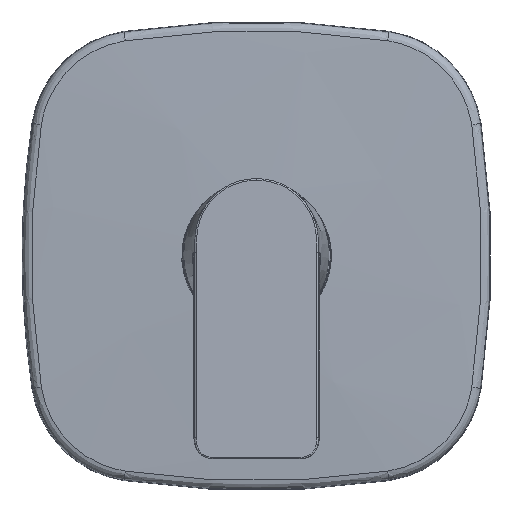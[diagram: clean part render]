
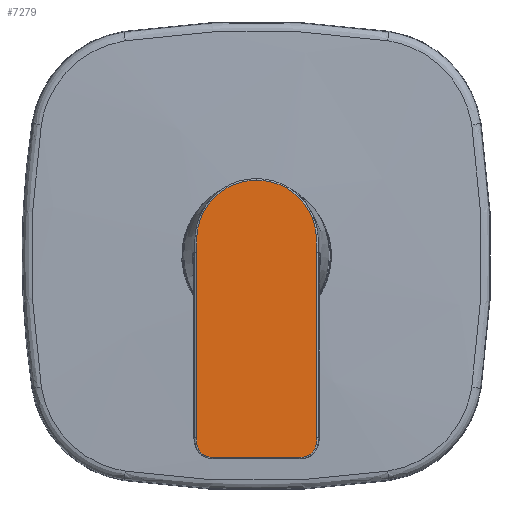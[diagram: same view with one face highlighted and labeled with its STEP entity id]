
A CAD part, top view. The second image highlights one B-rep face of the part: STEP entity #7279.
In plain terms, the highlighted planar face has unit normal (0, 0.018, 1).
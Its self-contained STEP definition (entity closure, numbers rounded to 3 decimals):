
#6 = ORIENTED_EDGE ( 'NONE', *, *, #7738, .F. ) ;
#48 = CARTESIAN_POINT ( 'NONE',  ( 19.712, -29.466, 90.369 ) ) ;
#75 = CARTESIAN_POINT ( 'NONE',  ( -19.437, 8.22, 89.712 ) ) ;
#189 = DIRECTION ( 'NONE',  ( 0., -1., 0.017 ) ) ;
#246 = CARTESIAN_POINT ( 'NONE',  ( 19.705, 4.581, 89.775 ) ) ;
#271 = CARTESIAN_POINT ( 'NONE',  ( 19.707, 2.391, 89.813 ) ) ;
#404 = VERTEX_POINT ( 'NONE', #3711 ) ;
#507 = VERTEX_POINT ( 'NONE', #6252 ) ;
#514 = EDGE_CURVE ( 'NONE', #7177, #3057, #4008, .T. ) ;
#515 = B_SPLINE_CURVE_WITH_KNOTS ( 'NONE', 3,
 ( #4417, #646, #1169, #5581, #6218, #2426, #567, #4983, #1197, #7503 ),
 .UNSPECIFIED., .F., .F.,
 ( 4, 2, 2, 2, 4 ),
 ( 0., 0.25, 0.5, 0.75, 1. ),
 .UNSPECIFIED. ) ;
#539 = CARTESIAN_POINT ( 'NONE',  ( 30.28, 25.25, 89.414 ) ) ;
#567 = CARTESIAN_POINT ( 'NONE',  ( 16.926, -65.773, 91.003 ) ) ;
#646 = CARTESIAN_POINT ( 'NONE',  ( 19.716, -60.723, 90.915 ) ) ;
#747 = CARTESIAN_POINT ( 'NONE',  ( -19.713, -60.723, 90.915 ) ) ;
#816 = CARTESIAN_POINT ( 'NONE',  ( 0.001, -66.279, 91.012 ) ) ;
#869 = ORIENTED_EDGE ( 'NONE', *, *, #1499, .T. ) ;
#909 = CARTESIAN_POINT ( 'NONE',  ( -14.388, -66.284, 91.012 ) ) ;
#937 = CARTESIAN_POINT ( 'NONE',  ( -13.528, -66.279, 91.012 ) ) ;
#995 = CARTESIAN_POINT ( 'NONE',  ( -19.709, -29.466, 90.369 ) ) ;
#1169 = CARTESIAN_POINT ( 'NONE',  ( 19.708, -61.597, 90.93 ) ) ;
#1197 = CARTESIAN_POINT ( 'NONE',  ( 14.391, -66.284, 91.012 ) ) ;
#1409 = CARTESIAN_POINT ( 'NONE',  ( -19.307, 8.94, 89.699 ) ) ;
#1435 = CARTESIAN_POINT ( 'NONE',  ( -2.919, 24.746, 89.423 ) ) ;
#1472 = CARTESIAN_POINT ( 'NONE',  ( 11.043, 21.421, 89.481 ) ) ;
#1499 = EDGE_CURVE ( 'NONE', #6907, #2551, #5002, .T. ) ;
#1519 = CARTESIAN_POINT ( 'NONE',  ( 19.71, 1.661, 89.826 ) ) ;
#1532 = CARTESIAN_POINT ( 'NONE',  ( -15.264, -66.256, 91.012 ) ) ;
#1610 = B_SPLINE_CURVE_WITH_KNOTS ( 'NONE', 3,
 ( #4699, #1519, #271, #2173, #246, #5941, #7832, #3465, #7157, #6607, #2144, #7861, #4032, #1472, #3411, #2069, #4645, #4672 ),
 .UNSPECIFIED., .F., .F.,
 ( 4, 2, 2, 2, 2, 2, 2, 2, 4 ),
 ( 0., 0.063, 0.125, 0.188, 0.25, 0.5, 0.625, 0.75, 1. ),
 .UNSPECIFIED. ) ;
#1737 = PLANE ( 'NONE',  #7849 ) ;
#1797 = VECTOR ( 'NONE', #189, 1000. ) ;
#1830 = VECTOR ( 'NONE', #5197, 1000. ) ;
#1951 = CARTESIAN_POINT ( 'NONE',  ( -19.709, 0.931, 89.839 ) ) ;
#2069 = CARTESIAN_POINT ( 'NONE',  ( 5.841, 24.089, 89.435 ) ) ;
#2075 = EDGE_CURVE ( 'NONE', #3057, #6907, #6019, .T. ) ;
#2144 = CARTESIAN_POINT ( 'NONE',  ( 17.141, 15.177, 89.59 ) ) ;
#2173 = CARTESIAN_POINT ( 'NONE',  ( 19.706, 3.851, 89.788 ) ) ;
#2254 = ORIENTED_EDGE ( 'NONE', *, *, #514, .T. ) ;
#2426 = CARTESIAN_POINT ( 'NONE',  ( 17.695, -65.321, 90.995 ) ) ;
#2501 = FACE_OUTER_BOUND ( 'NONE', #4942, .T. ) ;
#2551 = VERTEX_POINT ( 'NONE', #3382 ) ;
#2651 = CARTESIAN_POINT ( 'NONE',  ( -19.709, -59.863, 90.9 ) ) ;
#2662 = ORIENTED_EDGE ( 'NONE', *, *, #5471, .F. ) ;
#2681 = CARTESIAN_POINT ( 'NONE',  ( -19.704, 2.391, 89.813 ) ) ;
#2807 = CARTESIAN_POINT ( 'NONE',  ( -17.692, -65.321, 90.995 ) ) ;
#2988 = EDGE_CURVE ( 'NONE', #7177, #5132, #3193, .T. ) ;
#3057 = VERTEX_POINT ( 'NONE', #2651 ) ;
#3062 = DIRECTION ( 'NONE',  ( 0., -1., 0.017 ) ) ;
#3193 = B_SPLINE_CURVE_WITH_KNOTS ( 'NONE', 3,
 ( #1951, #7607, #2681, #5217, #3833, #5795, #5135, #75, #1409, #3921, #7093, #5766, #6984, #5107, #5741, #5190, #1435, #6406 ),
 .UNSPECIFIED., .F., .F.,
 ( 4, 2, 2, 2, 2, 2, 2, 2, 4 ),
 ( 0., 0.063, 0.125, 0.188, 0.25, 0.5, 0.625, 0.75, 1. ),
 .UNSPECIFIED. ) ;
#3382 = CARTESIAN_POINT ( 'NONE',  ( 13.531, -66.279, 91.012 ) ) ;
#3411 = CARTESIAN_POINT ( 'NONE',  ( 9.796, 22.197, 89.468 ) ) ;
#3450 = CARTESIAN_POINT ( 'NONE',  ( -18.881, -64.065, 90.973 ) ) ;
#3453 = ORIENTED_EDGE ( 'NONE', *, *, #2988, .F. ) ;
#3465 = CARTESIAN_POINT ( 'NONE',  ( 19.439, 8.22, 89.712 ) ) ;
#3711 = CARTESIAN_POINT ( 'NONE',  ( 19.712, 0.931, 89.839 ) ) ;
#3833 = CARTESIAN_POINT ( 'NONE',  ( -19.702, 4.581, 89.775 ) ) ;
#3893 = EDGE_CURVE ( 'NONE', #404, #5132, #1610, .T. ) ;
#3921 = CARTESIAN_POINT ( 'NONE',  ( -18.464, 12.493, 89.637 ) ) ;
#3977 = LINE ( 'NONE', #48, #1797 ) ;
#4008 = LINE ( 'NONE', #995, #4503 ) ;
#4032 = CARTESIAN_POINT ( 'NONE',  ( 13.338, 19.614, 89.513 ) ) ;
#4417 = CARTESIAN_POINT ( 'NONE',  ( 19.712, -59.863, 90.9 ) ) ;
#4422 = CARTESIAN_POINT ( 'NONE',  ( 0.001, 24.746, 89.423 ) ) ;
#4503 = VECTOR ( 'NONE', #3062, 1000. ) ;
#4645 = CARTESIAN_POINT ( 'NONE',  ( 2.922, 24.746, 89.423 ) ) ;
#4672 = CARTESIAN_POINT ( 'NONE',  ( 0.001, 24.746, 89.423 ) ) ;
#4699 = CARTESIAN_POINT ( 'NONE',  ( 19.712, 0.931, 89.839 ) ) ;
#4942 = EDGE_LOOP ( 'NONE', ( #7995, #3453, #2254, #5148, #869, #2662, #6 ) ) ;
#4950 = DIRECTION ( 'NONE',  ( 1., 0., 0. ) ) ;
#4983 = CARTESIAN_POINT ( 'NONE',  ( 15.266, -66.256, 91.012 ) ) ;
#5002 = LINE ( 'NONE', #816, #1830 ) ;
#5107 = CARTESIAN_POINT ( 'NONE',  ( -11.04, 21.421, 89.481 ) ) ;
#5132 = VERTEX_POINT ( 'NONE', #4422 ) ;
#5135 = CARTESIAN_POINT ( 'NONE',  ( -19.612, 6.77, 89.737 ) ) ;
#5148 = ORIENTED_EDGE ( 'NONE', *, *, #2075, .T. ) ;
#5190 = CARTESIAN_POINT ( 'NONE',  ( -5.838, 24.089, 89.435 ) ) ;
#5197 = DIRECTION ( 'NONE',  ( 1., 0., 0. ) ) ;
#5217 = CARTESIAN_POINT ( 'NONE',  ( -19.703, 3.851, 89.788 ) ) ;
#5287 = CARTESIAN_POINT ( 'NONE',  ( -19.287, -63.273, 90.96 ) ) ;
#5471 = EDGE_CURVE ( 'NONE', #507, #2551, #515, .T. ) ;
#5513 = CARTESIAN_POINT ( 'NONE',  ( -13.528, -66.279, 91.012 ) ) ;
#5581 = CARTESIAN_POINT ( 'NONE',  ( 19.29, -63.273, 90.96 ) ) ;
#5738 = CARTESIAN_POINT ( 'NONE',  ( -19.709, -59.863, 90.9 ) ) ;
#5741 = CARTESIAN_POINT ( 'NONE',  ( -9.793, 22.197, 89.468 ) ) ;
#5766 = CARTESIAN_POINT ( 'NONE',  ( -14.379, 18.581, 89.531 ) ) ;
#5795 = CARTESIAN_POINT ( 'NONE',  ( -19.657, 6.041, 89.75 ) ) ;
#5941 = CARTESIAN_POINT ( 'NONE',  ( 19.66, 6.041, 89.75 ) ) ;
#6019 = B_SPLINE_CURVE_WITH_KNOTS ( 'NONE', 3,
 ( #5738, #747, #6432, #5287, #3450, #2807, #7819, #1532, #909, #937 ),
 .UNSPECIFIED., .F., .F.,
 ( 4, 2, 2, 2, 4 ),
 ( 0., 0.25, 0.5, 0.75, 1. ),
 .UNSPECIFIED. ) ;
#6218 = CARTESIAN_POINT ( 'NONE',  ( 18.883, -64.065, 90.973 ) ) ;
#6252 = CARTESIAN_POINT ( 'NONE',  ( 19.712, -59.863, 90.9 ) ) ;
#6253 = CARTESIAN_POINT ( 'NONE',  ( -19.709, 0.931, 89.839 ) ) ;
#6406 = CARTESIAN_POINT ( 'NONE',  ( 0.001, 24.746, 89.423 ) ) ;
#6432 = CARTESIAN_POINT ( 'NONE',  ( -19.705, -61.597, 90.93 ) ) ;
#6607 = CARTESIAN_POINT ( 'NONE',  ( 18.467, 12.493, 89.637 ) ) ;
#6830 = DIRECTION ( 'NONE',  ( 0., 0.017, 1. ) ) ;
#6907 = VERTEX_POINT ( 'NONE', #5513 ) ;
#6984 = CARTESIAN_POINT ( 'NONE',  ( -13.335, 19.614, 89.513 ) ) ;
#7093 = CARTESIAN_POINT ( 'NONE',  ( -17.138, 15.177, 89.59 ) ) ;
#7157 = CARTESIAN_POINT ( 'NONE',  ( 19.309, 8.94, 89.699 ) ) ;
#7177 = VERTEX_POINT ( 'NONE', #6253 ) ;
#7279 = ADVANCED_FACE ( 'NONE', ( #2501 ), #1737, .T. ) ;
#7503 = CARTESIAN_POINT ( 'NONE',  ( 13.531, -66.279, 91.012 ) ) ;
#7607 = CARTESIAN_POINT ( 'NONE',  ( -19.707, 1.661, 89.826 ) ) ;
#7738 = EDGE_CURVE ( 'NONE', #404, #507, #3977, .T. ) ;
#7819 = CARTESIAN_POINT ( 'NONE',  ( -16.923, -65.773, 91.003 ) ) ;
#7832 = CARTESIAN_POINT ( 'NONE',  ( 19.615, 6.77, 89.737 ) ) ;
#7849 = AXIS2_PLACEMENT_3D ( 'NONE', #539, #6830, #4950 ) ;
#7861 = CARTESIAN_POINT ( 'NONE',  ( 14.382, 18.581, 89.531 ) ) ;
#7995 = ORIENTED_EDGE ( 'NONE', *, *, #3893, .T. ) ;
